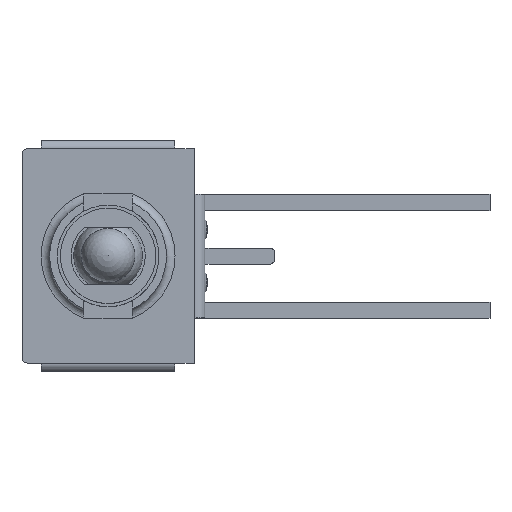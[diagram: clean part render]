
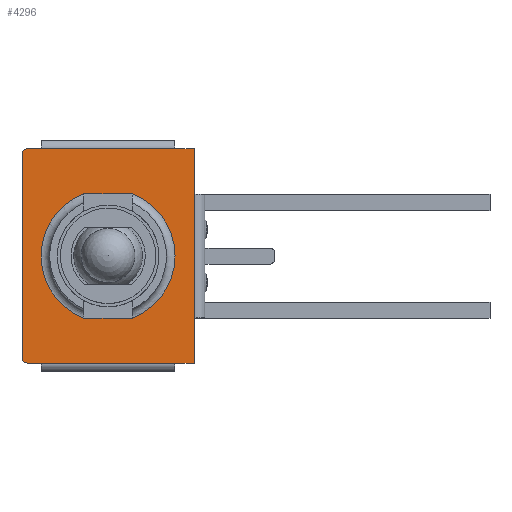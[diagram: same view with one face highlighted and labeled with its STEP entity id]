
A CAD part, top view. The second image highlights one B-rep face of the part: STEP entity #4296.
In plain terms, the highlighted planar face has unit normal (0, 0, 1).
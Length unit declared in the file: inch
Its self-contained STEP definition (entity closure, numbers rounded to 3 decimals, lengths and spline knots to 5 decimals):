
#22=FACE_BOUND('',#1569,.T.);
#122=PLANE('',#4599);
#442=LINE('',#7763,#860);
#444=LINE('',#7778,#862);
#445=LINE('',#7782,#863);
#446=LINE('',#7784,#864);
#447=LINE('',#7786,#865);
#448=LINE('',#7790,#866);
#449=LINE('',#7794,#867);
#450=LINE('',#7796,#868);
#451=LINE('',#7798,#869);
#452=LINE('',#7800,#870);
#453=LINE('',#7802,#871);
#454=LINE('',#7803,#872);
#455=LINE('',#7805,#873);
#456=LINE('',#7807,#874);
#457=LINE('',#7809,#875);
#458=LINE('',#7810,#876);
#860=VECTOR('',#5390,0.3937);
#862=VECTOR('',#5394,0.3937);
#863=VECTOR('',#5397,0.3937);
#864=VECTOR('',#5398,0.3937);
#865=VECTOR('',#5399,0.3937);
#866=VECTOR('',#5402,0.3937);
#867=VECTOR('',#5405,0.3937);
#868=VECTOR('',#5406,0.3937);
#869=VECTOR('',#5407,0.3937);
#870=VECTOR('',#5408,0.3937);
#871=VECTOR('',#5409,0.3937);
#872=VECTOR('',#5410,0.3937);
#873=VECTOR('',#5411,0.3937);
#874=VECTOR('',#5412,0.3937);
#875=VECTOR('',#5413,0.3937);
#876=VECTOR('',#5414,0.3937);
#1093=CIRCLE('',#4600,0.00984);
#1094=CIRCLE('',#4601,0.00984);
#1095=CIRCLE('',#4602,0.12441);
#1096=CIRCLE('',#4603,0.12441);
#1342=FACE_OUTER_BOUND('',#1568,.T.);
#1568=EDGE_LOOP('',(#3633,#3634,#3635,#3636,#3637,#3638,#3639,#3640,#3641,
#3642,#3643,#3644,#3645,#3646,#3647,#3648));
#1569=EDGE_LOOP('',(#3649,#3650,#3651,#3652));
#2031=VERTEX_POINT('',#7614);
#2041=VERTEX_POINT('',#7670);
#2066=VERTEX_POINT('',#7746);
#2067=VERTEX_POINT('',#7761);
#2068=VERTEX_POINT('',#7776);
#2069=VERTEX_POINT('',#7780);
#2070=VERTEX_POINT('',#7781);
#2071=VERTEX_POINT('',#7783);
#2072=VERTEX_POINT('',#7785);
#2073=VERTEX_POINT('',#7787);
#2074=VERTEX_POINT('',#7789);
#2075=VERTEX_POINT('',#7791);
#2076=VERTEX_POINT('',#7793);
#2077=VERTEX_POINT('',#7795);
#2078=VERTEX_POINT('',#7797);
#2079=VERTEX_POINT('',#7799);
#2080=VERTEX_POINT('',#7801);
#2081=VERTEX_POINT('',#7804);
#2082=VERTEX_POINT('',#7806);
#2083=VERTEX_POINT('',#7808);
#2624=EDGE_CURVE('',#2041,#2067,#442,.T.);
#2627=EDGE_CURVE('',#2031,#2068,#444,.T.);
#2628=EDGE_CURVE('',#2069,#2070,#445,.T.);
#2629=EDGE_CURVE('',#2071,#2069,#446,.T.);
#2630=EDGE_CURVE('',#2072,#2071,#447,.T.);
#2631=EDGE_CURVE('',#2073,#2072,#1093,.T.);
#2632=EDGE_CURVE('',#2074,#2073,#448,.T.);
#2633=EDGE_CURVE('',#2075,#2074,#1094,.T.);
#2634=EDGE_CURVE('',#2076,#2075,#449,.T.);
#2635=EDGE_CURVE('',#2076,#2077,#450,.T.);
#2636=EDGE_CURVE('',#2078,#2077,#451,.T.);
#2637=EDGE_CURVE('',#2079,#2078,#452,.T.);
#2638=EDGE_CURVE('',#2080,#2079,#453,.T.);
#2639=EDGE_CURVE('',#2066,#2080,#454,.T.);
#2640=EDGE_CURVE('',#2081,#2066,#455,.T.);
#2641=EDGE_CURVE('',#2082,#2081,#456,.T.);
#2642=EDGE_CURVE('',#2083,#2082,#457,.T.);
#2643=EDGE_CURVE('',#2083,#2070,#458,.T.);
#2644=EDGE_CURVE('',#2031,#2067,#1095,.T.);
#2645=EDGE_CURVE('',#2041,#2068,#1096,.T.);
#3633=ORIENTED_EDGE('',*,*,#2628,.F.);
#3634=ORIENTED_EDGE('',*,*,#2629,.F.);
#3635=ORIENTED_EDGE('',*,*,#2630,.F.);
#3636=ORIENTED_EDGE('',*,*,#2631,.F.);
#3637=ORIENTED_EDGE('',*,*,#2632,.F.);
#3638=ORIENTED_EDGE('',*,*,#2633,.F.);
#3639=ORIENTED_EDGE('',*,*,#2634,.F.);
#3640=ORIENTED_EDGE('',*,*,#2635,.T.);
#3641=ORIENTED_EDGE('',*,*,#2636,.F.);
#3642=ORIENTED_EDGE('',*,*,#2637,.F.);
#3643=ORIENTED_EDGE('',*,*,#2638,.F.);
#3644=ORIENTED_EDGE('',*,*,#2639,.F.);
#3645=ORIENTED_EDGE('',*,*,#2640,.F.);
#3646=ORIENTED_EDGE('',*,*,#2641,.F.);
#3647=ORIENTED_EDGE('',*,*,#2642,.F.);
#3648=ORIENTED_EDGE('',*,*,#2643,.T.);
#3649=ORIENTED_EDGE('',*,*,#2624,.T.);
#3650=ORIENTED_EDGE('',*,*,#2644,.F.);
#3651=ORIENTED_EDGE('',*,*,#2627,.T.);
#3652=ORIENTED_EDGE('',*,*,#2645,.F.);
#4296=ADVANCED_FACE('',(#1342,#22),#122,.T.);
#4599=AXIS2_PLACEMENT_3D('',#7779,#5395,#5396);
#4600=AXIS2_PLACEMENT_3D('',#7788,#5400,#5401);
#4601=AXIS2_PLACEMENT_3D('',#7792,#5403,#5404);
#4602=AXIS2_PLACEMENT_3D('',#7811,#5415,#5416);
#4603=AXIS2_PLACEMENT_3D('',#7812,#5417,#5418);
#5390=DIRECTION('',(1.,0.,0.));
#5394=DIRECTION('',(-1.,0.,0.));
#5395=DIRECTION('center_axis',(0.,0.,
1.));
#5396=DIRECTION('ref_axis',(1.,0.,0.));
#5397=DIRECTION('',(1.,0.,0.));
#5398=DIRECTION('',(0.,1.,0.));
#5399=DIRECTION('',(1.,0.,0.));
#5400=DIRECTION('center_axis',(0.,0.,
-1.));
#5401=DIRECTION('ref_axis',(-0.707,0.707,0.));
#5402=DIRECTION('',(0.,1.,0.));
#5403=DIRECTION('center_axis',(0.,0.,
-1.));
#5404=DIRECTION('ref_axis',(-0.707,-0.707,0.));
#5405=DIRECTION('',(-1.,0.,0.));
#5406=DIRECTION('',(0.,-1.,0.));
#5407=DIRECTION('',(-1.,0.,0.));
#5408=DIRECTION('',(0.,-1.,0.));
#5409=DIRECTION('',(-1.,0.,0.));
#5410=DIRECTION('',(0.,-1.,0.));
#5411=DIRECTION('',(0.,-1.,0.));
#5412=DIRECTION('',(0.,-1.,0.));
#5413=DIRECTION('',(1.,0.,0.));
#5414=DIRECTION('',(0.,1.,0.));
#5415=DIRECTION('center_axis',(0.,0.,
1.));
#5416=DIRECTION('ref_axis',(1.,0.,0.));
#5417=DIRECTION('center_axis',(0.,0.,
1.));
#5418=DIRECTION('ref_axis',(-1.,0.,0.));
#7614=CARTESIAN_POINT('',(0.04528,-0.11588,0.36654));
#7670=CARTESIAN_POINT('',(-0.04528,0.11588,0.36654));
#7746=CARTESIAN_POINT('',(0.16004,-0.11516,0.36654));
#7761=CARTESIAN_POINT('',(0.04528,0.11588,0.36654));
#7763=CARTESIAN_POINT('',(0.02652,0.11588,0.36654));
#7776=CARTESIAN_POINT('',(-0.04528,-0.11588,0.36654));
#7778=CARTESIAN_POINT('',(-0.01876,-0.11588,0.36654));
#7779=CARTESIAN_POINT('Origin',(0.00776,0.,
0.36654));
#7780=CARTESIAN_POINT('',(-0.12402,0.19941,0.36654));
#7781=CARTESIAN_POINT('',(0.12402,0.19941,0.36654));
#7782=CARTESIAN_POINT('',(0.00388,0.19941,0.36654));
#7783=CARTESIAN_POINT('',(-0.12402,0.19902,0.36654));
#7784=CARTESIAN_POINT('',(-0.12402,0.19902,0.36654));
#7785=CARTESIAN_POINT('',(-0.1502,0.19902,0.36654));
#7786=CARTESIAN_POINT('',(0.16004,0.19902,0.36654));
#7787=CARTESIAN_POINT('',(-0.16004,0.18917,0.36654));
#7788=CARTESIAN_POINT('Origin',(-0.1502,0.18917,0.36654));
#7789=CARTESIAN_POINT('',(-0.16004,-0.18917,0.36654));
#7790=CARTESIAN_POINT('',(-0.16004,0.19902,0.36654));
#7791=CARTESIAN_POINT('',(-0.1502,-0.19902,0.36654));
#7792=CARTESIAN_POINT('Origin',(-0.1502,-0.18917,0.36654));
#7793=CARTESIAN_POINT('',(-0.12402,-0.19902,0.36654));
#7794=CARTESIAN_POINT('',(-0.16004,-0.19902,0.36654));
#7795=CARTESIAN_POINT('',(-0.12402,-0.19941,0.36654));
#7796=CARTESIAN_POINT('',(-0.12402,-0.19902,0.36654));
#7797=CARTESIAN_POINT('',(0.12402,-0.19941,0.36654));
#7798=CARTESIAN_POINT('',(0.00388,-0.19941,0.36654));
#7799=CARTESIAN_POINT('',(0.12402,-0.19902,0.36654));
#7800=CARTESIAN_POINT('',(0.12402,-0.19902,0.36654));
#7801=CARTESIAN_POINT('',(0.16004,-0.19902,0.36654));
#7802=CARTESIAN_POINT('',(-0.16004,-0.19902,0.36654));
#7803=CARTESIAN_POINT('',(0.16004,-0.19902,0.36654));
#7804=CARTESIAN_POINT('',(0.16004,0.11516,0.36654));
#7805=CARTESIAN_POINT('',(0.16004,0.05758,0.36654));
#7806=CARTESIAN_POINT('',(0.16004,0.19902,0.36654));
#7807=CARTESIAN_POINT('',(0.16004,0.11516,0.36654));
#7808=CARTESIAN_POINT('',(0.12402,0.19902,0.36654));
#7809=CARTESIAN_POINT('',(0.16004,0.19902,0.36654));
#7810=CARTESIAN_POINT('',(0.12402,0.19902,0.36654));
#7811=CARTESIAN_POINT('Origin',(0.,0.,
0.36654));
#7812=CARTESIAN_POINT('Origin',(0.,0.,
0.36654));
